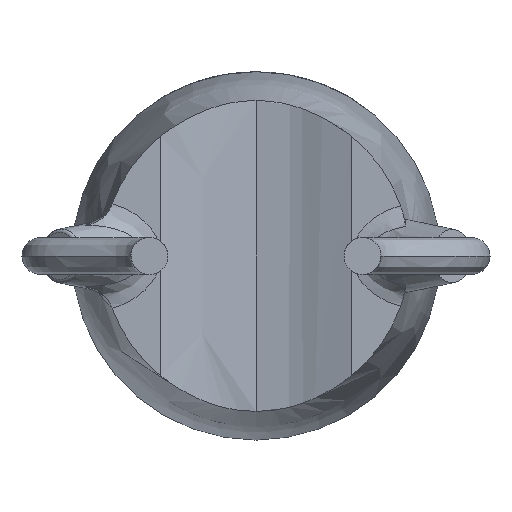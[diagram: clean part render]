
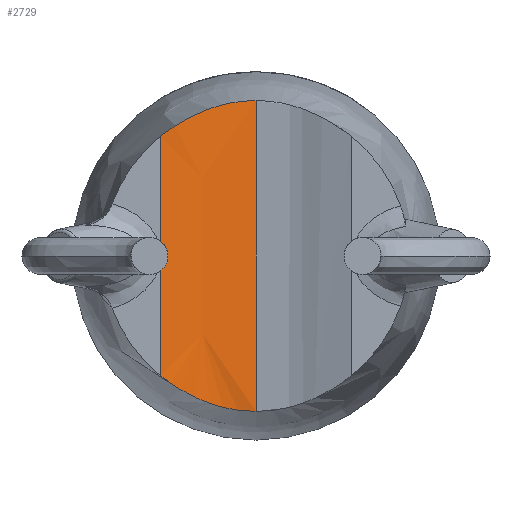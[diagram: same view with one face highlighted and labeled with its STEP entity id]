
A CAD part, front view. The second image highlights one B-rep face of the part: STEP entity #2729.
In plain terms, the highlighted free-form (B-spline) face has degree [3, 1] with [4, 2] control points.
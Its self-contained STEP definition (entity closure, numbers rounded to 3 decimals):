
#32 = FACE_OUTER_BOUND ( 'NONE', #5524, .T. ) ;
#214 = DIRECTION ( 'NONE',  ( 0., 0., 1. ) ) ;
#440 = ORIENTED_EDGE ( 'NONE', *, *, #5540, .F. ) ;
#464 = DIRECTION ( 'NONE',  ( 0., 0., 1. ) ) ;
#679 = B_SPLINE_SURFACE_WITH_KNOTS ( 'NONE', 3, 1, ( 
 ( #2248, #5920 ),
 ( #4092, #2740 ),
 ( #4063, #3143 ),
 ( #5980, #5635 ) ),
 .UNSPECIFIED., .F., .F., .F.,
 ( 4, 4 ),
 ( 2, 2 ),
 ( 0., 1. ),
 ( 0., 1. ),
 .UNSPECIFIED. ) ;
#720 = CARTESIAN_POINT ( 'NONE',  ( -1.42, 0., 1.791 ) ) ;
#762 = VERTEX_POINT ( 'NONE', #4858 ) ;
#882 = CARTESIAN_POINT ( 'NONE',  ( -1.42, 0., 1.791 ) ) ;
#939 = B_SPLINE_CURVE_WITH_KNOTS ( 'NONE', 3,
 ( #4211, #6033, #3668, #3759, #3729, #1416, #5554, #3272, #4120, #5177 ),
 .UNSPECIFIED., .F., .F.,
 ( 4, 2, 2, 2, 4 ),
 ( 0., 0., 0.001, 0.001, 0.002 ),
 .UNSPECIFIED. ) ;
#1000 = CARTESIAN_POINT ( 'NONE',  ( -1.42, 0., 0. ) ) ;
#1292 = LINE ( 'NONE', #3191, #2077 ) ;
#1354 = CARTESIAN_POINT ( 'NONE',  ( -0.883, 0.198, 2.126 ) ) ;
#1416 = CARTESIAN_POINT ( 'NONE',  ( -0.881, 0.199, -2.127 ) ) ;
#1628 = VERTEX_POINT ( 'NONE', #2852 ) ;
#1755 = CARTESIAN_POINT ( 'NONE',  ( -0.135, 0.382, 2.321 ) ) ;
#1881 = VERTEX_POINT ( 'NONE', #1000 ) ;
#1994 = LINE ( 'NONE', #2938, #2932 ) ;
#2077 = VECTOR ( 'NONE', #4644, 1000. ) ;
#2201 = CARTESIAN_POINT ( 'NONE',  ( -1.317, 0.021, 1.874 ) ) ;
#2248 = CARTESIAN_POINT ( 'NONE',  ( 0., 0.382, -2.349 ) ) ;
#2294 = CARTESIAN_POINT ( 'NONE',  ( -0.268, 0.373, 2.308 ) ) ;
#2334 = CARTESIAN_POINT ( 'NONE',  ( 0., 0.382, -2.75 ) ) ;
#2413 = ORIENTED_EDGE ( 'NONE', *, *, #5260, .F. ) ;
#2729 = ADVANCED_FACE ( 'NONE', ( #32 ), #679, .F. ) ;
#2740 = CARTESIAN_POINT ( 'NONE',  ( -0.771, 0.38, 2.349 ) ) ;
#2757 = CARTESIAN_POINT ( 'NONE',  ( -0.652, 0.292, 2.218 ) ) ;
#2781 = CARTESIAN_POINT ( 'NONE',  ( 0., 0.382, 2.321 ) ) ;
#2852 = CARTESIAN_POINT ( 'NONE',  ( 0., 0.382, 2.321 ) ) ;
#2932 = VECTOR ( 'NONE', #214, 1000. ) ;
#2938 = CARTESIAN_POINT ( 'NONE',  ( -1.42, 0., -2.75 ) ) ;
#3025 = ORIENTED_EDGE ( 'NONE', *, *, #5344, .F. ) ;
#3143 = CARTESIAN_POINT ( 'NONE',  ( -0.892, 0.107, 2.349 ) ) ;
#3191 = CARTESIAN_POINT ( 'NONE',  ( -1.42, 0., -2.75 ) ) ;
#3272 = CARTESIAN_POINT ( 'NONE',  ( -1.209, 0.054, -1.947 ) ) ;
#3668 = CARTESIAN_POINT ( 'NONE',  ( -0.266, 0.373, -2.308 ) ) ;
#3687 = CARTESIAN_POINT ( 'NONE',  ( -1.21, 0.053, 1.946 ) ) ;
#3729 = CARTESIAN_POINT ( 'NONE',  ( -0.648, 0.293, -2.219 ) ) ;
#3751 = EDGE_CURVE ( 'NONE', #4580, #1628, #5642, .T. ) ;
#3759 = CARTESIAN_POINT ( 'NONE',  ( -0.523, 0.33, -2.258 ) ) ;
#3977 = VECTOR ( 'NONE', #464, 1000. ) ;
#4063 = CARTESIAN_POINT ( 'NONE',  ( -0.892, 0.107, -2.349 ) ) ;
#4092 = CARTESIAN_POINT ( 'NONE',  ( -0.771, 0.38, -2.349 ) ) ;
#4120 = CARTESIAN_POINT ( 'NONE',  ( -1.316, 0.021, -1.874 ) ) ;
#4203 = B_SPLINE_CURVE_WITH_KNOTS ( 'NONE', 3,
 ( #882, #2201, #3687, #4526, #1354, #2757, #5932, #2294, #1755, #2781 ),
 .UNSPECIFIED., .F., .F.,
 ( 4, 2, 2, 2, 4 ),
 ( 0., 0., 0.001, 0.001, 0.002 ),
 .UNSPECIFIED. ) ;
#4211 = CARTESIAN_POINT ( 'NONE',  ( 0., 0.382, -2.321 ) ) ;
#4430 = VERTEX_POINT ( 'NONE', #720 ) ;
#4526 = CARTESIAN_POINT ( 'NONE',  ( -0.993, 0.142, 2.072 ) ) ;
#4580 = VERTEX_POINT ( 'NONE', #5443 ) ;
#4644 = DIRECTION ( 'NONE',  ( 0., 0., 1. ) ) ;
#4858 = CARTESIAN_POINT ( 'NONE',  ( -1.42, 0., -1.791 ) ) ;
#5177 = CARTESIAN_POINT ( 'NONE',  ( -1.42, 0., -1.791 ) ) ;
#5217 = ORIENTED_EDGE ( 'NONE', *, *, #5249, .F. ) ;
#5249 = EDGE_CURVE ( 'NONE', #4430, #1628, #4203, .T. ) ;
#5260 = EDGE_CURVE ( 'NONE', #1881, #4430, #1292, .T. ) ;
#5344 = EDGE_CURVE ( 'NONE', #4580, #762, #939, .T. ) ;
#5443 = CARTESIAN_POINT ( 'NONE',  ( 0., 0.382, -2.321 ) ) ;
#5524 = EDGE_LOOP ( 'NONE', ( #2413, #440, #3025, #5562, #5217 ) ) ;
#5540 = EDGE_CURVE ( 'NONE', #762, #1881, #1994, .T. ) ;
#5554 = CARTESIAN_POINT ( 'NONE',  ( -0.992, 0.142, -2.073 ) ) ;
#5562 = ORIENTED_EDGE ( 'NONE', *, *, #3751, .T. ) ;
#5635 = CARTESIAN_POINT ( 'NONE',  ( -1.42, 0., 2.349 ) ) ;
#5642 = LINE ( 'NONE', #2334, #3977 ) ;
#5920 = CARTESIAN_POINT ( 'NONE',  ( 0., 0.382, 2.349 ) ) ;
#5932 = CARTESIAN_POINT ( 'NONE',  ( -0.528, 0.329, 2.256 ) ) ;
#5980 = CARTESIAN_POINT ( 'NONE',  ( -1.42, 0., -2.349 ) ) ;
#6033 = CARTESIAN_POINT ( 'NONE',  ( -0.134, 0.382, -2.321 ) ) ;
